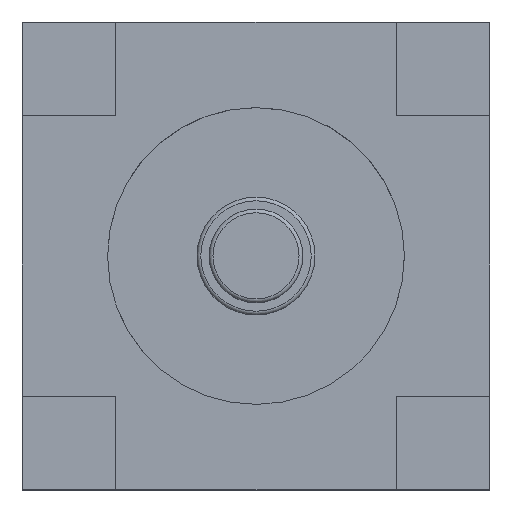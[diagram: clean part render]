
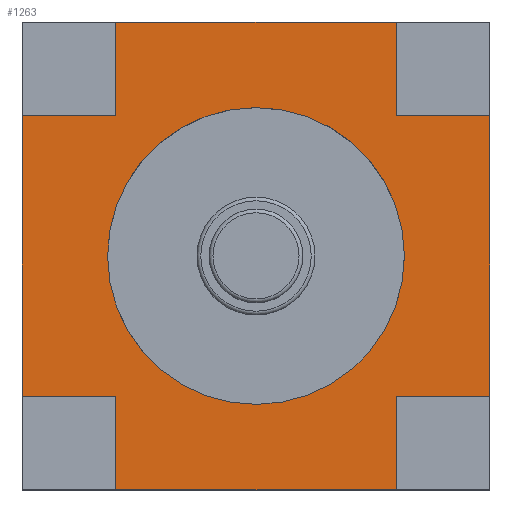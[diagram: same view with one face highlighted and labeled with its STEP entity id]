
A CAD part, top view. The second image highlights one B-rep face of the part: STEP entity #1263.
In plain terms, the highlighted planar face has unit normal (0, 0, 1).
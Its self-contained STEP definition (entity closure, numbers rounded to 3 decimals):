
#36=LINE('',#1765,#88);
#37=LINE('',#1768,#89);
#38=LINE('',#1770,#90);
#39=LINE('',#1772,#91);
#40=LINE('',#1774,#92);
#41=LINE('',#1776,#93);
#42=LINE('',#1778,#94);
#43=LINE('',#1780,#95);
#44=LINE('',#1782,#96);
#45=LINE('',#1784,#97);
#46=LINE('',#1786,#98);
#47=LINE('',#1788,#99);
#88=VECTOR('',#1480,1000.);
#89=VECTOR('',#1481,1000.);
#90=VECTOR('',#1482,1000.);
#91=VECTOR('',#1483,1000.);
#92=VECTOR('',#1484,1000.);
#93=VECTOR('',#1485,1000.);
#94=VECTOR('',#1486,1000.);
#95=VECTOR('',#1487,1000.);
#96=VECTOR('',#1488,1000.);
#97=VECTOR('',#1489,1000.);
#98=VECTOR('',#1490,1000.);
#99=VECTOR('',#1491,1000.);
#202=ORIENTED_EDGE('',*,*,#416,.F.);
#203=ORIENTED_EDGE('',*,*,#417,.T.);
#204=ORIENTED_EDGE('',*,*,#418,.T.);
#205=ORIENTED_EDGE('',*,*,#419,.T.);
#206=ORIENTED_EDGE('',*,*,#420,.F.);
#207=ORIENTED_EDGE('',*,*,#421,.F.);
#208=ORIENTED_EDGE('',*,*,#422,.T.);
#209=ORIENTED_EDGE('',*,*,#423,.T.);
#210=ORIENTED_EDGE('',*,*,#424,.T.);
#211=ORIENTED_EDGE('',*,*,#425,.T.);
#212=ORIENTED_EDGE('',*,*,#426,.F.);
#213=ORIENTED_EDGE('',*,*,#427,.F.);
#214=ORIENTED_EDGE('',*,*,#428,.T.);
#416=EDGE_CURVE('',#527,#527,#606,.T.);
#417=EDGE_CURVE('',#528,#529,#36,.T.);
#418=EDGE_CURVE('',#529,#530,#37,.T.);
#419=EDGE_CURVE('',#530,#531,#38,.T.);
#420=EDGE_CURVE('',#532,#531,#39,.T.);
#421=EDGE_CURVE('',#533,#532,#40,.T.);
#422=EDGE_CURVE('',#533,#534,#41,.T.);
#423=EDGE_CURVE('',#534,#535,#42,.T.);
#424=EDGE_CURVE('',#535,#536,#43,.T.);
#425=EDGE_CURVE('',#536,#537,#44,.T.);
#426=EDGE_CURVE('',#538,#537,#45,.T.);
#427=EDGE_CURVE('',#539,#538,#46,.T.);
#428=EDGE_CURVE('',#539,#528,#47,.T.);
#527=VERTEX_POINT('',#1764);
#528=VERTEX_POINT('',#1766);
#529=VERTEX_POINT('',#1767);
#530=VERTEX_POINT('',#1769);
#531=VERTEX_POINT('',#1771);
#532=VERTEX_POINT('',#1773);
#533=VERTEX_POINT('',#1775);
#534=VERTEX_POINT('',#1777);
#535=VERTEX_POINT('',#1779);
#536=VERTEX_POINT('',#1781);
#537=VERTEX_POINT('',#1783);
#538=VERTEX_POINT('',#1785);
#539=VERTEX_POINT('',#1787);
#606=CIRCLE('',#1345,2.015);
#651=EDGE_LOOP('',(#202));
#652=EDGE_LOOP('',(#203,#204,#205,#206,#207,#208,#209,#210,#211,#212,#213,
#214));
#739=FACE_BOUND('',#651,.T.);
#740=FACE_BOUND('',#652,.T.);
#809=PLANE('',#1344);
#1263=ADVANCED_FACE('',(#739,#740),#809,.T.);
#1344=AXIS2_PLACEMENT_3D('',#1762,#1476,#1477);
#1345=AXIS2_PLACEMENT_3D('',#1763,#1478,#1479);
#1476=DIRECTION('',(0.,0.,1.));
#1477=DIRECTION('',(1.,0.,0.));
#1478=DIRECTION('',(0.,0.,1.));
#1479=DIRECTION('',(1.,0.,0.));
#1480=DIRECTION('',(0.,1.,0.));
#1481=DIRECTION('',(1.,0.,0.));
#1482=DIRECTION('',(0.,1.,0.));
#1483=DIRECTION('',(1.,0.,0.));
#1484=DIRECTION('',(0.,-1.,0.));
#1485=DIRECTION('',(-1.,0.,0.));
#1486=DIRECTION('',(0.,-1.,0.));
#1487=DIRECTION('',(-1.,0.,0.));
#1488=DIRECTION('',(0.,-1.,0.));
#1489=DIRECTION('',(-1.,0.,0.));
#1490=DIRECTION('',(0.,1.,0.));
#1491=DIRECTION('',(1.,0.,0.));
#1762=CARTESIAN_POINT('',(0.,0.,1.29));
#1763=CARTESIAN_POINT('',(0.,0.,1.29));
#1764=CARTESIAN_POINT('',(2.015,0.,1.29));
#1765=CARTESIAN_POINT('',(1.905,-3.175,1.29));
#1766=CARTESIAN_POINT('',(1.905,-3.175,1.29));
#1767=CARTESIAN_POINT('',(1.905,-1.905,1.29));
#1768=CARTESIAN_POINT('',(1.905,-1.905,1.29));
#1769=CARTESIAN_POINT('',(3.175,-1.905,1.29));
#1770=CARTESIAN_POINT('',(3.175,-3.175,1.29));
#1771=CARTESIAN_POINT('',(3.175,1.905,1.29));
#1772=CARTESIAN_POINT('',(1.905,1.905,1.29));
#1773=CARTESIAN_POINT('',(1.905,1.905,1.29));
#1774=CARTESIAN_POINT('',(1.905,3.175,1.29));
#1775=CARTESIAN_POINT('',(1.905,3.175,1.29));
#1776=CARTESIAN_POINT('',(3.175,3.175,1.29));
#1777=CARTESIAN_POINT('',(-1.905,3.175,1.29));
#1778=CARTESIAN_POINT('',(-1.905,3.175,1.29));
#1779=CARTESIAN_POINT('',(-1.905,1.905,1.29));
#1780=CARTESIAN_POINT('',(-1.905,1.905,1.29));
#1781=CARTESIAN_POINT('',(-3.175,1.905,1.29));
#1782=CARTESIAN_POINT('',(-3.175,3.175,1.29));
#1783=CARTESIAN_POINT('',(-3.175,-1.905,1.29));
#1784=CARTESIAN_POINT('',(-1.905,-1.905,1.29));
#1785=CARTESIAN_POINT('',(-1.905,-1.905,1.29));
#1786=CARTESIAN_POINT('',(-1.905,-3.175,1.29));
#1787=CARTESIAN_POINT('',(-1.905,-3.175,1.29));
#1788=CARTESIAN_POINT('',(-3.175,-3.175,1.29));
